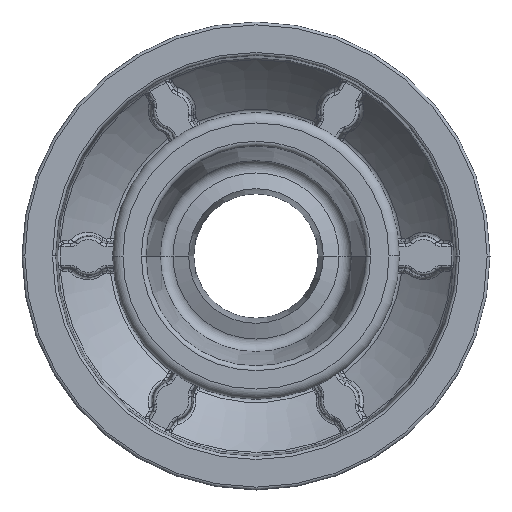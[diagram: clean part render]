
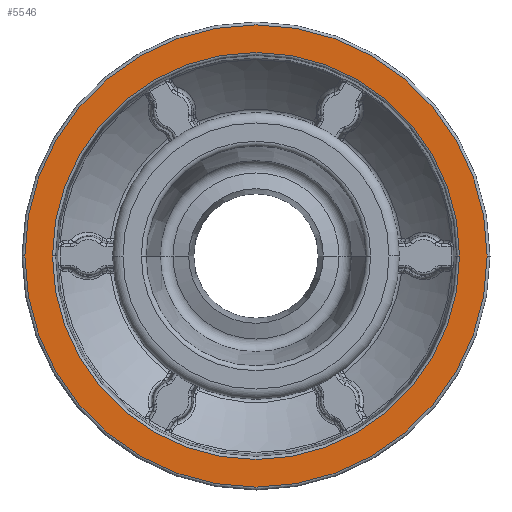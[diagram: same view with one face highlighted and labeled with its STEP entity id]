
A CAD part, front view. The second image highlights one B-rep face of the part: STEP entity #5546.
In plain terms, the highlighted planar face has unit normal (0, -1, 0).
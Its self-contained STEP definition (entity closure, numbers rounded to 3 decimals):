
#59 = CIRCLE ( 'NONE', #10892, 24.173 ) ;
#405 = VERTEX_POINT ( 'NONE', #8442 ) ;
#702 = ORIENTED_EDGE ( 'NONE', *, *, #4281, .T. ) ;
#865 = DIRECTION ( 'NONE',  ( 0., -1., 0. ) ) ;
#1021 = EDGE_CURVE ( 'NONE', #6361, #4633, #10901, .T. ) ;
#2502 = FACE_BOUND ( 'NONE', #8825, .T. ) ;
#2568 = CARTESIAN_POINT ( 'NONE',  ( 0., 0., 0. ) ) ;
#2757 = DIRECTION ( 'NONE',  ( 0., 1., 0. ) ) ;
#4121 = CARTESIAN_POINT ( 'NONE',  ( 0., 0., 0. ) ) ;
#4281 = EDGE_CURVE ( 'NONE', #11330, #405, #6440, .T. ) ;
#4510 = FACE_OUTER_BOUND ( 'NONE', #9109, .T. ) ;
#4633 = VERTEX_POINT ( 'NONE', #10754 ) ;
#4838 = EDGE_CURVE ( 'NONE', #405, #11330, #11104, .T. ) ;
#4846 = DIRECTION ( 'NONE',  ( 0., 1., 0. ) ) ;
#4989 = DIRECTION ( 'NONE',  ( 1., 0., 0. ) ) ;
#5546 = ADVANCED_FACE ( 'NONE', ( #4510, #2502 ), #6072, .T. ) ;
#5856 = AXIS2_PLACEMENT_3D ( 'NONE', #10192, #4846, #11112 ) ;
#6072 = PLANE ( 'NONE',  #11368 ) ;
#6145 = ORIENTED_EDGE ( 'NONE', *, *, #10326, .T. ) ;
#6361 = VERTEX_POINT ( 'NONE', #10165 ) ;
#6440 = CIRCLE ( 'NONE', #10119, 21.285 ) ;
#6577 = AXIS2_PLACEMENT_3D ( 'NONE', #2568, #9768, #10604 ) ;
#6947 = DIRECTION ( 'NONE',  ( 1., 0., 0. ) ) ;
#7496 = ORIENTED_EDGE ( 'NONE', *, *, #4838, .T. ) ;
#7579 = CARTESIAN_POINT ( 'NONE',  ( -21.285, 0., 0. ) ) ;
#8006 = CARTESIAN_POINT ( 'NONE',  ( 0., 0., 0. ) ) ;
#8442 = CARTESIAN_POINT ( 'NONE',  ( 21.285, 0., 0. ) ) ;
#8719 = CARTESIAN_POINT ( 'NONE',  ( -21., 0., 0. ) ) ;
#8825 = EDGE_LOOP ( 'NONE', ( #7496, #702 ) ) ;
#8904 = DIRECTION ( 'NONE',  ( 1., 0., 0. ) ) ;
#9109 = EDGE_LOOP ( 'NONE', ( #9132, #6145 ) ) ;
#9132 = ORIENTED_EDGE ( 'NONE', *, *, #1021, .T. ) ;
#9768 = DIRECTION ( 'NONE',  ( 0., -1., 0. ) ) ;
#10119 = AXIS2_PLACEMENT_3D ( 'NONE', #8006, #2757, #8904 ) ;
#10165 = CARTESIAN_POINT ( 'NONE',  ( 24.173, 0., 0. ) ) ;
#10192 = CARTESIAN_POINT ( 'NONE',  ( 0., 0., 0. ) ) ;
#10326 = EDGE_CURVE ( 'NONE', #4633, #6361, #59, .T. ) ;
#10337 = DIRECTION ( 'NONE',  ( 0., -1., 0. ) ) ;
#10604 = DIRECTION ( 'NONE',  ( 1., 0., 0. ) ) ;
#10754 = CARTESIAN_POINT ( 'NONE',  ( -24.173, 0., 0. ) ) ;
#10892 = AXIS2_PLACEMENT_3D ( 'NONE', #4121, #10337, #4989 ) ;
#10901 = CIRCLE ( 'NONE', #6577, 24.173 ) ;
#11104 = CIRCLE ( 'NONE', #5856, 21.285 ) ;
#11112 = DIRECTION ( 'NONE',  ( 1., 0., 0. ) ) ;
#11330 = VERTEX_POINT ( 'NONE', #7579 ) ;
#11368 = AXIS2_PLACEMENT_3D ( 'NONE', #8719, #865, #6947 ) ;
